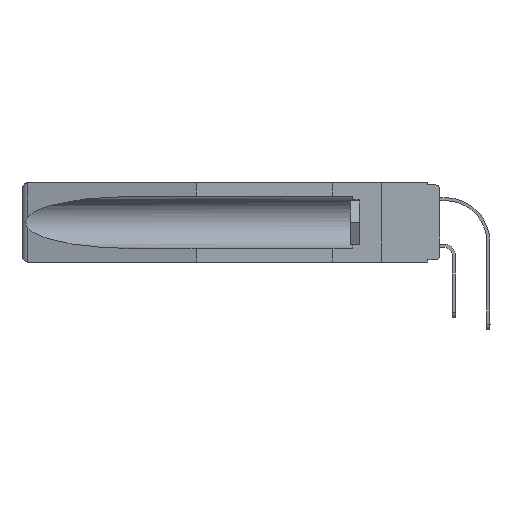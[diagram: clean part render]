
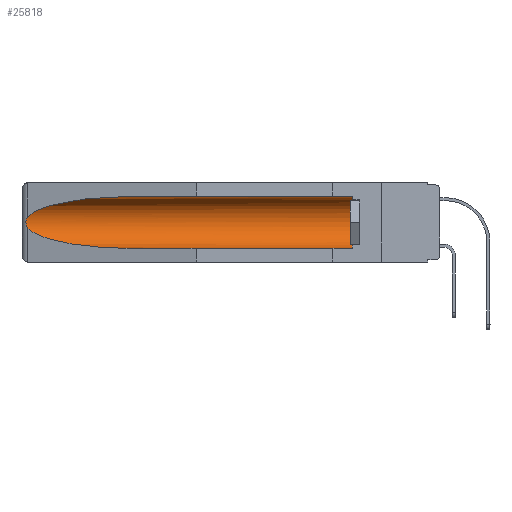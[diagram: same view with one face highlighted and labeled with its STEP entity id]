
A CAD part, left-side view. The second image highlights one B-rep face of the part: STEP entity #25818.
In plain terms, the highlighted cylindrical face has radius 2.857 mm (diameter 5.715 mm), a partial arc.
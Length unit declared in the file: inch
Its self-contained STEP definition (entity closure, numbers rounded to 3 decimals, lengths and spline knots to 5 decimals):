
#558 = ORIENTED_EDGE ( 'NONE', *, *, #12555, .F. ) ;
#743 = CARTESIAN_POINT ( 'NONE',  ( 0.25451, 1.48313, -0.09465 ) ) ;
#900 = AXIS2_PLACEMENT_3D ( 'NONE', #20803, #975, #6483 ) ;
#975 = DIRECTION ( 'NONE',  ( 0., -1., 0. ) ) ;
#1543 = CARTESIAN_POINT ( 'NONE',  ( 0.2675, 1.53308, -0.17534 ) ) ;
#1892 = CARTESIAN_POINT ( 'NONE',  ( 0.155, 0.126, -0.284 ) ) ;
#2431 = EDGE_CURVE ( 'NONE', #7097, #19592, #23567, .T. ) ;
#2760 = VERTEX_POINT ( 'NONE', #16057 ) ;
#3095 = CARTESIAN_POINT ( 'NONE',  ( 0.25451, 1.48313, -0.24835 ) ) ;
#3274 = ORIENTED_EDGE ( 'NONE', *, *, #10880, .T. ) ;
#4502 = CARTESIAN_POINT ( 'NONE',  ( 0.2673, 1.53269, -0.17917 ) ) ;
#5301 = EDGE_CURVE ( 'NONE', #22468, #2760, #12319, .T. ) ;
#5883 = ORIENTED_EDGE ( 'NONE', *, *, #11076, .T. ) ;
#6483 = DIRECTION ( 'NONE',  ( 0., 0., 1. ) ) ;
#7097 = VERTEX_POINT ( 'NONE', #1892 ) ;
#7865 = CARTESIAN_POINT ( 'NONE',  ( 0.155, -0.30754, -0.284 ) ) ;
#8032 = CARTESIAN_POINT ( 'NONE',  ( 0.26537, 1.52718, -0.14972 ) ) ;
#8684 = VECTOR ( 'NONE', #17976, 39.37008 ) ;
#9266 = DIRECTION ( 'NONE',  ( 0., 1., 0. ) ) ;
#9353 = FACE_OUTER_BOUND ( 'NONE', #17227, .T. ) ;
#10800 = CARTESIAN_POINT ( 'NONE',  ( 0.155, -0.30754, -0.1715 ) ) ;
#10880 = EDGE_CURVE ( 'NONE', #23901, #13434, #14154, .T. ) ;
#10990 = CARTESIAN_POINT ( 'NONE',  ( 0.155, -0.30754, -0.059 ) ) ;
#11071 = DIRECTION ( 'NONE',  ( 0., 1., 0. ) ) ;
#11076 = EDGE_CURVE ( 'NONE', #19592, #23901, #23071, .T. ) ;
#11109 = CARTESIAN_POINT ( 'NONE',  ( 0.21114, 1.30732, -0.284 ) ) ;
#11432 = B_SPLINE_CURVE_WITH_KNOTS ( 'NONE', 3,
 ( #23480, #13487, #21517, #11531, #11780, #1543, #4502, #18808, #17947, #22505 ),
 .UNSPECIFIED., .F., .F.,
 ( 4, 2, 2, 2, 4 ),
 ( 0., 0.00029, 0.00058, 0.00087, 0.00117 ),
 .UNSPECIFIED. ) ;
#11531 = CARTESIAN_POINT ( 'NONE',  ( 0.2673, 1.5327, -0.16383 ) ) ;
#11780 = CARTESIAN_POINT ( 'NONE',  ( 0.2675, 1.53308, -0.16763 ) ) ;
#12319 =( BOUNDED_CURVE ( )  B_SPLINE_CURVE ( 3, ( #13060, #3095, #11109, #19111 ),
 .UNSPECIFIED., .F., .F. ) 
 B_SPLINE_CURVE_WITH_KNOTS ( ( 4, 4 ),
 ( 0.1948, 1.5708 ),
 .UNSPECIFIED. ) 
 CURVE ( )  GEOMETRIC_REPRESENTATION_ITEM ( )  RATIONAL_B_SPLINE_CURVE ( ( 1., 0.848, 0.848, 1. ) ) 
 REPRESENTATION_ITEM ( '' )  );
#12555 = EDGE_CURVE ( 'NONE', #7097, #2760, #21553, .T. ) ;
#13031 = EDGE_CURVE ( 'NONE', #13434, #22468, #11432, .T. ) ;
#13060 = CARTESIAN_POINT ( 'NONE',  ( 0.26537, 1.52718, -0.19328 ) ) ;
#13434 = VERTEX_POINT ( 'NONE', #8032 ) ;
#13487 = CARTESIAN_POINT ( 'NONE',  ( 0.26597, 1.52961, -0.15275 ) ) ;
#14154 =( BOUNDED_CURVE ( )  B_SPLINE_CURVE ( 3, ( #24412, #14280, #743, #22442 ),
 .UNSPECIFIED., .F., .F. ) 
 B_SPLINE_CURVE_WITH_KNOTS ( ( 4, 4 ),
 ( 4.71239, 6.08839 ),
 .UNSPECIFIED. ) 
 CURVE ( )  GEOMETRIC_REPRESENTATION_ITEM ( )  RATIONAL_B_SPLINE_CURVE ( ( 1., 0.848, 0.848, 1. ) ) 
 REPRESENTATION_ITEM ( '' )  );
#14280 = CARTESIAN_POINT ( 'NONE',  ( 0.21114, 1.30732, -0.059 ) ) ;
#15266 = DIRECTION ( 'NONE',  ( 0., 0., 1. ) ) ;
#15870 = AXIS2_PLACEMENT_3D ( 'NONE', #10800, #11071, #15266 ) ;
#16057 = CARTESIAN_POINT ( 'NONE',  ( 0.155, 1.07973, -0.284 ) ) ;
#16876 = VECTOR ( 'NONE', #9266, 39.37008 ) ;
#17227 = EDGE_LOOP ( 'NONE', ( #3274, #23864, #20309, #558, #19703, #5883 ) ) ;
#17451 = CARTESIAN_POINT ( 'NONE',  ( 0.155, 0.126, -0.059 ) ) ;
#17947 = CARTESIAN_POINT ( 'NONE',  ( 0.26597, 1.5296, -0.19026 ) ) ;
#17976 = DIRECTION ( 'NONE',  ( 0., 1., 0. ) ) ;
#18804 = CARTESIAN_POINT ( 'NONE',  ( 0.155, 1.07973, -0.059 ) ) ;
#18808 = CARTESIAN_POINT ( 'NONE',  ( 0.26655, 1.53094, -0.18657 ) ) ;
#19111 = CARTESIAN_POINT ( 'NONE',  ( 0.155, 1.07973, -0.284 ) ) ;
#19592 = VERTEX_POINT ( 'NONE', #17451 ) ;
#19703 = ORIENTED_EDGE ( 'NONE', *, *, #2431, .T. ) ;
#20309 = ORIENTED_EDGE ( 'NONE', *, *, #5301, .T. ) ;
#20803 = CARTESIAN_POINT ( 'NONE',  ( 0.155, 0.126, -0.1715 ) ) ;
#21517 = CARTESIAN_POINT ( 'NONE',  ( 0.26654, 1.53092, -0.15636 ) ) ;
#21553 = LINE ( 'NONE', #7865, #8684 ) ;
#22442 = CARTESIAN_POINT ( 'NONE',  ( 0.26537, 1.52718, -0.14972 ) ) ;
#22468 = VERTEX_POINT ( 'NONE', #24340 ) ;
#22505 = CARTESIAN_POINT ( 'NONE',  ( 0.26537, 1.52718, -0.19328 ) ) ;
#23014 = CYLINDRICAL_SURFACE ( 'NONE', #15870, 0.1125 ) ;
#23071 = LINE ( 'NONE', #10990, #16876 ) ;
#23480 = CARTESIAN_POINT ( 'NONE',  ( 0.26537, 1.52718, -0.14972 ) ) ;
#23567 = CIRCLE ( 'NONE', #900, 0.1125 ) ;
#23864 = ORIENTED_EDGE ( 'NONE', *, *, #13031, .T. ) ;
#23901 = VERTEX_POINT ( 'NONE', #18804 ) ;
#24340 = CARTESIAN_POINT ( 'NONE',  ( 0.26537, 1.52718, -0.19328 ) ) ;
#24412 = CARTESIAN_POINT ( 'NONE',  ( 0.155, 1.07973, -0.059 ) ) ;
#25818 = ADVANCED_FACE ( 'NONE', ( #9353 ), #23014, .F. ) ;
